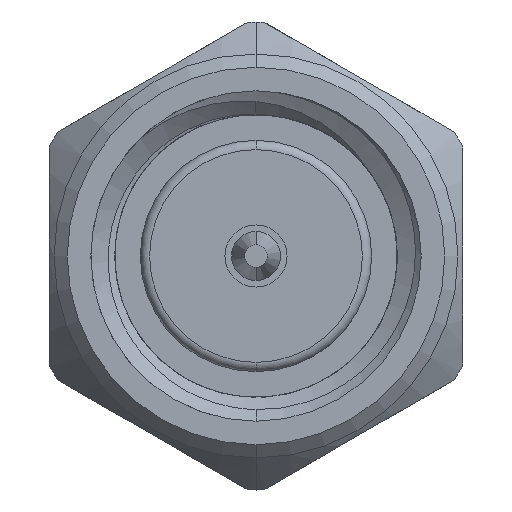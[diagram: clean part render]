
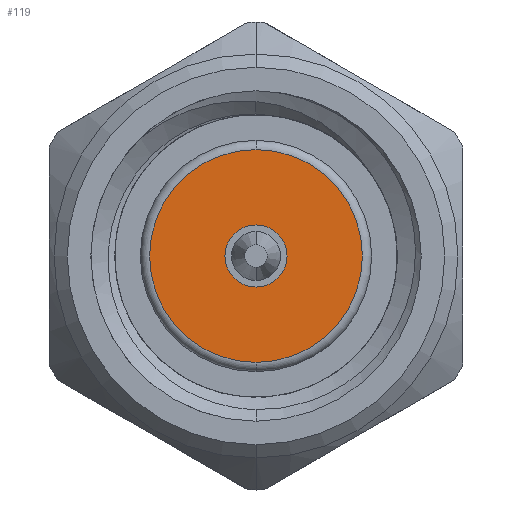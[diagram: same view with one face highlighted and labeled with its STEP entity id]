
A CAD part, left-side view. The second image highlights one B-rep face of the part: STEP entity #119.
In plain terms, the highlighted planar face has unit normal (-1, 0, 0).
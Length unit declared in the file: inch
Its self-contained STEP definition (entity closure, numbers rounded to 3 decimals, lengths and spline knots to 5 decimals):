
#40 = VERTEX_POINT ( 'NONE', #2213 ) ;
#62 = DIRECTION ( 'NONE',  ( 0., 0., -1. ) ) ;
#64 = CIRCLE ( 'NONE', #3041, 0.0805 ) ;
#119 = ADVANCED_FACE ( 'NONE', ( #368, #3267 ), #4271, .F. ) ;
#178 = CARTESIAN_POINT ( 'NONE',  ( 0.1, 0., 0. ) ) ;
#323 = AXIS2_PLACEMENT_3D ( 'NONE', #178, #2818, #4656 ) ;
#368 = FACE_OUTER_BOUND ( 'NONE', #4723, .T. ) ;
#475 = AXIS2_PLACEMENT_3D ( 'NONE', #1936, #2312, #62 ) ;
#626 = ORIENTED_EDGE ( 'NONE', *, *, #2905, .F. ) ;
#800 = CARTESIAN_POINT ( 'NONE',  ( 0.1, 0., 0. ) ) ;
#905 = CARTESIAN_POINT ( 'NONE',  ( 0.1, 0., 0.0235 ) ) ;
#947 = CIRCLE ( 'NONE', #993, 0.0805 ) ;
#993 = AXIS2_PLACEMENT_3D ( 'NONE', #3505, #1565, #2729 ) ;
#1069 = CIRCLE ( 'NONE', #323, 0.0235 ) ;
#1565 = DIRECTION ( 'NONE',  ( -1., 0., 0. ) ) ;
#1636 = EDGE_CURVE ( 'NONE', #40, #2809, #64, .T. ) ;
#1936 = CARTESIAN_POINT ( 'NONE',  ( 0.1, 0., 0. ) ) ;
#2213 = CARTESIAN_POINT ( 'NONE',  ( 0.1, 0., -0.0805 ) ) ;
#2312 = DIRECTION ( 'NONE',  ( 1., 0., 0. ) ) ;
#2450 = ORIENTED_EDGE ( 'NONE', *, *, #2933, .T. ) ;
#2463 = AXIS2_PLACEMENT_3D ( 'NONE', #800, #3753, #3013 ) ;
#2729 = DIRECTION ( 'NONE',  ( 0., 0., -1. ) ) ;
#2807 = DIRECTION ( 'NONE',  ( 0., 0., -1. ) ) ;
#2809 = VERTEX_POINT ( 'NONE', #3108 ) ;
#2818 = DIRECTION ( 'NONE',  ( -1., 0., 0. ) ) ;
#2905 = EDGE_CURVE ( 'NONE', #4455, #4800, #1069, .T. ) ;
#2933 = EDGE_CURVE ( 'NONE', #2809, #40, #947, .T. ) ;
#2963 = CARTESIAN_POINT ( 'NONE',  ( 0.1, 0., -0.0235 ) ) ;
#3013 = DIRECTION ( 'NONE',  ( 0., 0., -1. ) ) ;
#3041 = AXIS2_PLACEMENT_3D ( 'NONE', #4321, #3575, #2807 ) ;
#3108 = CARTESIAN_POINT ( 'NONE',  ( 0.1, 0., 0.0805 ) ) ;
#3267 = FACE_BOUND ( 'NONE', #4261, .T. ) ;
#3424 = CIRCLE ( 'NONE', #2463, 0.0235 ) ;
#3505 = CARTESIAN_POINT ( 'NONE',  ( 0.1, 0., 0. ) ) ;
#3521 = EDGE_CURVE ( 'NONE', #4800, #4455, #3424, .T. ) ;
#3575 = DIRECTION ( 'NONE',  ( -1., 0., 0. ) ) ;
#3753 = DIRECTION ( 'NONE',  ( -1., 0., 0. ) ) ;
#3867 = ORIENTED_EDGE ( 'NONE', *, *, #1636, .T. ) ;
#4064 = ORIENTED_EDGE ( 'NONE', *, *, #3521, .F. ) ;
#4261 = EDGE_LOOP ( 'NONE', ( #626, #4064 ) ) ;
#4271 = PLANE ( 'NONE',  #475 ) ;
#4321 = CARTESIAN_POINT ( 'NONE',  ( 0.1, 0., 0. ) ) ;
#4455 = VERTEX_POINT ( 'NONE', #2963 ) ;
#4656 = DIRECTION ( 'NONE',  ( 0., 0., -1. ) ) ;
#4723 = EDGE_LOOP ( 'NONE', ( #3867, #2450 ) ) ;
#4800 = VERTEX_POINT ( 'NONE', #905 ) ;
